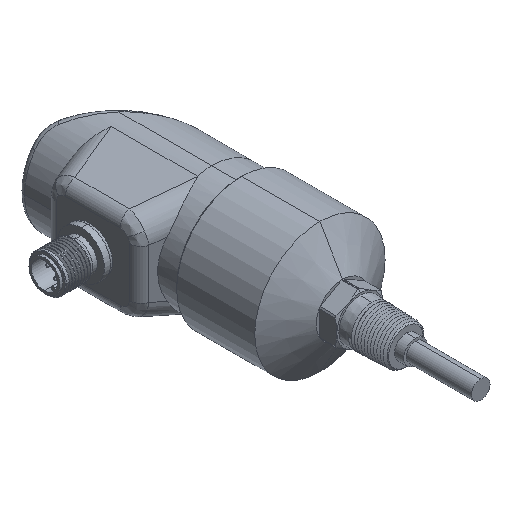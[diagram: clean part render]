
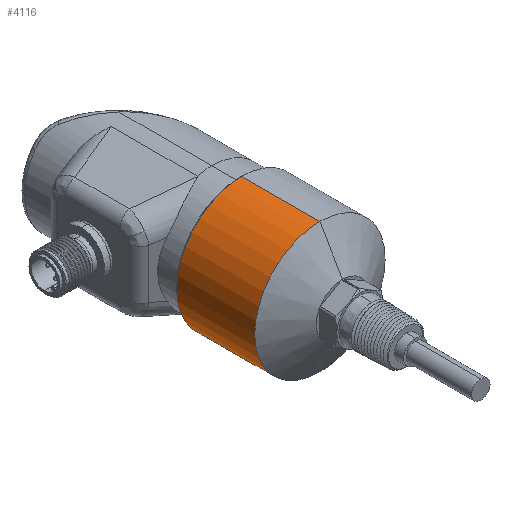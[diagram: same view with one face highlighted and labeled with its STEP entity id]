
A CAD part, isometric view. The second image highlights one B-rep face of the part: STEP entity #4116.
In plain terms, the highlighted cylindrical face has radius 21.15 mm (diameter 42.3 mm), a partial arc.
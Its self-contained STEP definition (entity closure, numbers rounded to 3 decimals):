
#41 = DIRECTION ( 'NONE',  ( 0., 0., -1. ) ) ;
#73 = DIRECTION ( 'NONE',  ( 0., 1., 0. ) ) ;
#345 = DIRECTION ( 'NONE',  ( 0., 1., 0. ) ) ;
#1185 = DIRECTION ( 'NONE',  ( 0., 0., 1. ) ) ;
#1229 = AXIS2_PLACEMENT_3D ( 'NONE', #14815, #7370, #16061 ) ;
#1331 = CARTESIAN_POINT ( 'NONE',  ( 0., -31.303, 0. ) ) ;
#2002 = CARTESIAN_POINT ( 'NONE',  ( 0., -31.303, 21.15 ) ) ;
#2651 = AXIS2_PLACEMENT_3D ( 'NONE', #1331, #345, #1185 ) ;
#2765 = CARTESIAN_POINT ( 'NONE',  ( 0., 1.349, -21.15 ) ) ;
#2847 = VERTEX_POINT ( 'NONE', #15896 ) ;
#3232 = ORIENTED_EDGE ( 'NONE', *, *, #14416, .T. ) ;
#3319 = AXIS2_PLACEMENT_3D ( 'NONE', #14979, #7528, #41 ) ;
#3349 = EDGE_CURVE ( 'NONE', #2847, #13918, #8270, .T. ) ;
#4116 = ADVANCED_FACE ( 'NONE', ( #13584 ), #4415, .T. ) ;
#4415 = CYLINDRICAL_SURFACE ( 'NONE', #2651, 21.15 ) ;
#5660 = DIRECTION ( 'NONE',  ( 0., 1., 0. ) ) ;
#5730 = EDGE_LOOP ( 'NONE', ( #8906, #3232, #10440, #15544 ) ) ;
#5987 = CIRCLE ( 'NONE', #1229, 21.15 ) ;
#7370 = DIRECTION ( 'NONE',  ( 0., -1., 0. ) ) ;
#7524 = CARTESIAN_POINT ( 'NONE',  ( 0., -24., -21.15 ) ) ;
#7528 = DIRECTION ( 'NONE',  ( 0., 1., 0. ) ) ;
#7550 = CARTESIAN_POINT ( 'NONE',  ( 0., 1.349, 21.15 ) ) ;
#8270 = LINE ( 'NONE', #2002, #13842 ) ;
#8906 = ORIENTED_EDGE ( 'NONE', *, *, #15982, .F. ) ;
#9562 = CIRCLE ( 'NONE', #3319, 21.15 ) ;
#10440 = ORIENTED_EDGE ( 'NONE', *, *, #3349, .T. ) ;
#11899 = EDGE_CURVE ( 'NONE', #13918, #15591, #5987, .T. ) ;
#13184 = VERTEX_POINT ( 'NONE', #7524 ) ;
#13584 = FACE_OUTER_BOUND ( 'NONE', #5730, .T. ) ;
#13842 = VECTOR ( 'NONE', #73, 1000. ) ;
#13918 = VERTEX_POINT ( 'NONE', #7550 ) ;
#14074 = LINE ( 'NONE', #14366, #15854 ) ;
#14366 = CARTESIAN_POINT ( 'NONE',  ( 0., -31.303, -21.15 ) ) ;
#14416 = EDGE_CURVE ( 'NONE', #13184, #2847, #9562, .T. ) ;
#14815 = CARTESIAN_POINT ( 'NONE',  ( 0., 1.349, 0. ) ) ;
#14979 = CARTESIAN_POINT ( 'NONE',  ( 0., -24., 0. ) ) ;
#15544 = ORIENTED_EDGE ( 'NONE', *, *, #11899, .T. ) ;
#15591 = VERTEX_POINT ( 'NONE', #2765 ) ;
#15854 = VECTOR ( 'NONE', #5660, 1000. ) ;
#15896 = CARTESIAN_POINT ( 'NONE',  ( 0., -24., 21.15 ) ) ;
#15982 = EDGE_CURVE ( 'NONE', #13184, #15591, #14074, .T. ) ;
#16061 = DIRECTION ( 'NONE',  ( 0., 0., -1. ) ) ;
